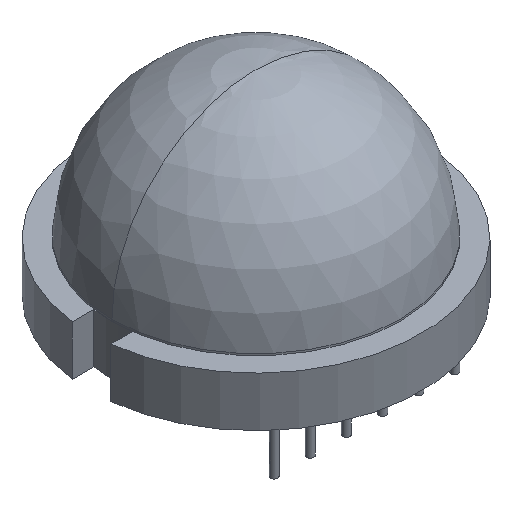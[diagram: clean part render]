
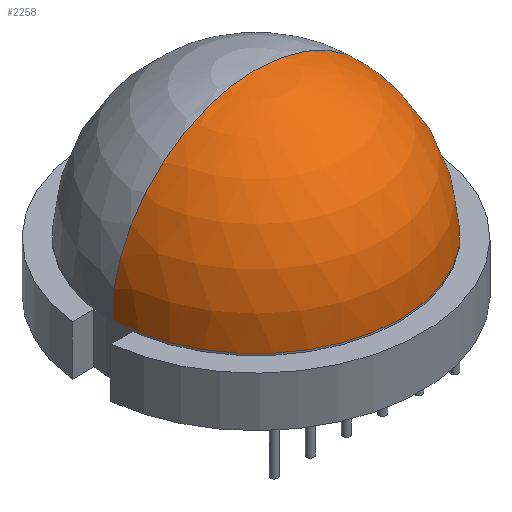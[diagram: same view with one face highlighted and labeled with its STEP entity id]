
A CAD part, isometric view. The second image highlights one B-rep face of the part: STEP entity #2258.
In plain terms, the highlighted spherical face has radius 10.125 mm.
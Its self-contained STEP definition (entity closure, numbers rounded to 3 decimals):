
#2215=CARTESIAN_POINT('',(0.0,0.0,5.125));
#2216=DIRECTION('',(0.0,0.0,1.0));
#2217=DIRECTION('',(1.0,0.0,0.0));
#2218=AXIS2_PLACEMENT_3D('',#2215,#2216,#2217);
#2219=SPHERICAL_SURFACE('',#2218,10.125);
#2220=CARTESIAN_POINT('',(0.,0.,15.25));
#2221=VERTEX_POINT('',#2220);
#2222=CARTESIAN_POINT('',(10.125,0.0,5.125));
#2223=VERTEX_POINT('',#2222);
#2224=CARTESIAN_POINT('',(0.0,0.0,5.125));
#2225=DIRECTION('',(0.0,1.0,0.0));
#2226=DIRECTION('',(1.0,0.0,0.0));
#2227=AXIS2_PLACEMENT_3D('',#2224,#2225,#2226);
#2228=CIRCLE('',#2227,10.125);
#2229=EDGE_CURVE('',#2221,#2223,#2228,.T.);
#2230=ORIENTED_EDGE('',*,*,#2229,.F.);
#2231=CARTESIAN_POINT('',(-10.125,0.,5.125));
#2232=VERTEX_POINT('',#2231);
#2233=CARTESIAN_POINT('',(0.0,0.0,5.125));
#2234=DIRECTION('',(0.0,-1.0,0.0));
#2235=DIRECTION('',(-1.0,0.0,0.0));
#2236=AXIS2_PLACEMENT_3D('',#2233,#2234,#2235);
#2237=CIRCLE('',#2236,10.125);
#2238=EDGE_CURVE('',#2221,#2232,#2237,.T.);
#2239=ORIENTED_EDGE('',*,*,#2238,.T.);
#2240=CARTESIAN_POINT('',(0.,-10.125,5.125));
#2241=VERTEX_POINT('',#2240);
#2242=CARTESIAN_POINT('',(0.0,0.,5.125));
#2243=DIRECTION('',(0.0,0.0,1.0));
#2244=DIRECTION('',(0.0,1.0,0.0));
#2245=AXIS2_PLACEMENT_3D('',#2242,#2243,#2244);
#2246=CIRCLE('',#2245,10.125);
#2247=EDGE_CURVE('',#2232,#2241,#2246,.T.);
#2248=ORIENTED_EDGE('',*,*,#2247,.T.);
#2249=CARTESIAN_POINT('',(0.0,0.,5.125));
#2250=DIRECTION('',(0.0,0.0,1.0));
#2251=DIRECTION('',(0.0,1.0,0.0));
#2252=AXIS2_PLACEMENT_3D('',#2249,#2250,#2251);
#2253=CIRCLE('',#2252,10.125);
#2254=EDGE_CURVE('',#2241,#2223,#2253,.T.);
#2255=ORIENTED_EDGE('',*,*,#2254,.T.);
#2256=EDGE_LOOP('',(#2230,#2239,#2248,#2255));
#2257=FACE_OUTER_BOUND('',#2256,.T.);
#2258=ADVANCED_FACE('',(#2257),#2219,.T.);
